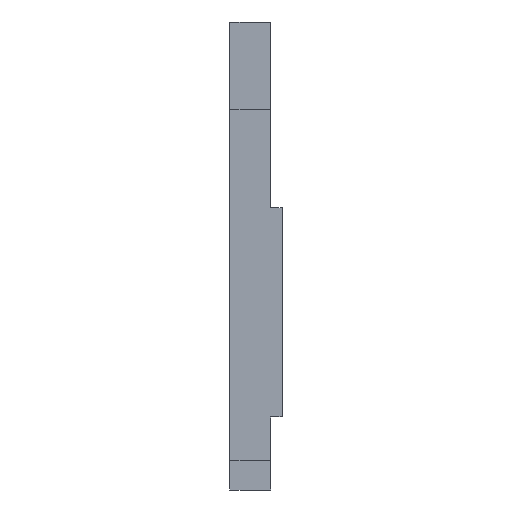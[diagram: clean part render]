
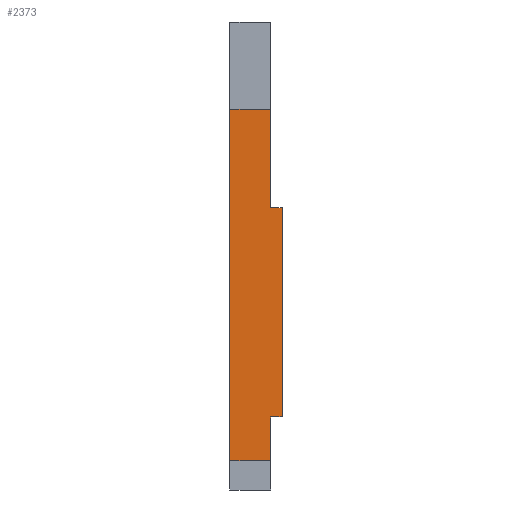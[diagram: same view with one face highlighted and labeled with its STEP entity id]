
A CAD part, left-side view. The second image highlights one B-rep face of the part: STEP entity #2373.
In plain terms, the highlighted planar face has unit normal (-1, 0, 0).
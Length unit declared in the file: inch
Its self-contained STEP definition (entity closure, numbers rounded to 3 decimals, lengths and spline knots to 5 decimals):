
#14 = ORIENTED_EDGE ( 'NONE', *, *, #1983, .T. ) ;
#15 = EDGE_CURVE ( 'NONE', #1126, #409, #2072, .T. ) ;
#101 = EDGE_CURVE ( 'NONE', #1126, #2153, #571, .T. ) ;
#124 = EDGE_CURVE ( 'NONE', #2153, #169, #2454, .T. ) ;
#146 = DIRECTION ( 'NONE',  ( 1., 0., 0. ) ) ;
#169 = VERTEX_POINT ( 'NONE', #227 ) ;
#177 = CARTESIAN_POINT ( 'NONE',  ( 0., 0., -0.1694 ) ) ;
#186 = DIRECTION ( 'NONE',  ( 0., 0., -1. ) ) ;
#188 = DIRECTION ( 'NONE',  ( 0., -1., 0. ) ) ;
#197 = CARTESIAN_POINT ( 'NONE',  ( 0., -0.02, -0.5294 ) ) ;
#218 = CARTESIAN_POINT ( 'NONE',  ( 0., -0.02, -0.1694 ) ) ;
#227 = CARTESIAN_POINT ( 'NONE',  ( 0., 0., -0.5294 ) ) ;
#300 = VERTEX_POINT ( 'NONE', #454 ) ;
#384 = ORIENTED_EDGE ( 'NONE', *, *, #1211, .F. ) ;
#407 = CARTESIAN_POINT ( 'NONE',  ( 0., -0.02, -0.5294 ) ) ;
#409 = VERTEX_POINT ( 'NONE', #177 ) ;
#420 = CARTESIAN_POINT ( 'NONE',  ( 0., 0.07, -0.605 ) ) ;
#447 = LINE ( 'NONE', #420, #1089 ) ;
#449 = DIRECTION ( 'NONE',  ( 0., 1., 0. ) ) ;
#454 = CARTESIAN_POINT ( 'NONE',  ( 0., 0., -0.605 ) ) ;
#470 = EDGE_CURVE ( 'NONE', #1811, #1797, #603, .T. ) ;
#571 = LINE ( 'NONE', #1387, #1200 ) ;
#594 = CARTESIAN_POINT ( 'NONE',  ( 0., 0., 0. ) ) ;
#603 = LINE ( 'NONE', #1448, #896 ) ;
#644 = CARTESIAN_POINT ( 'NONE',  ( 0., 0.07, -0.605 ) ) ;
#681 = LINE ( 'NONE', #644, #968 ) ;
#706 = DIRECTION ( 'NONE',  ( 0., 0., 1. ) ) ;
#832 = CARTESIAN_POINT ( 'NONE',  ( 0., 0.07, 0. ) ) ;
#856 = VERTEX_POINT ( 'NONE', #1296 ) ;
#896 = VECTOR ( 'NONE', #188, 39.37008 ) ;
#900 = CARTESIAN_POINT ( 'NONE',  ( 0., 0., -0.605 ) ) ;
#968 = VECTOR ( 'NONE', #1500, 39.37008 ) ;
#976 = ORIENTED_EDGE ( 'NONE', *, *, #1998, .T. ) ;
#1038 = EDGE_LOOP ( 'NONE', ( #14, #2500, #1996, #2350, #976, #2488, #384, #1131 ) ) ;
#1086 = AXIS2_PLACEMENT_3D ( 'NONE', #1402, #146, #186 ) ;
#1089 = VECTOR ( 'NONE', #1874, 39.37008 ) ;
#1113 = DIRECTION ( 'NONE',  ( 0., 0., 1. ) ) ;
#1126 = VERTEX_POINT ( 'NONE', #218 ) ;
#1131 = ORIENTED_EDGE ( 'NONE', *, *, #1227, .T. ) ;
#1159 = VECTOR ( 'NONE', #449, 39.37008 ) ;
#1192 = DIRECTION ( 'NONE',  ( 0., 1., 0. ) ) ;
#1200 = VECTOR ( 'NONE', #2203, 39.37008 ) ;
#1211 = EDGE_CURVE ( 'NONE', #856, #1811, #681, .T. ) ;
#1227 = EDGE_CURVE ( 'NONE', #856, #300, #447, .T. ) ;
#1296 = CARTESIAN_POINT ( 'NONE',  ( 0., 0.07, -0.605 ) ) ;
#1387 = CARTESIAN_POINT ( 'NONE',  ( 0., -0.02, -0.1694 ) ) ;
#1402 = CARTESIAN_POINT ( 'NONE',  ( 0., 0.07, -0.605 ) ) ;
#1448 = CARTESIAN_POINT ( 'NONE',  ( 0., 0.07, 0. ) ) ;
#1500 = DIRECTION ( 'NONE',  ( 0., 0., 1. ) ) ;
#1616 = VECTOR ( 'NONE', #1113, 39.37008 ) ;
#1637 = VECTOR ( 'NONE', #1192, 39.37008 ) ;
#1697 = LINE ( 'NONE', #1887, #1616 ) ;
#1797 = VERTEX_POINT ( 'NONE', #594 ) ;
#1811 = VERTEX_POINT ( 'NONE', #832 ) ;
#1874 = DIRECTION ( 'NONE',  ( 0., -1., 0. ) ) ;
#1887 = CARTESIAN_POINT ( 'NONE',  ( 0., 0., -0.605 ) ) ;
#1908 = LINE ( 'NONE', #900, #1957 ) ;
#1957 = VECTOR ( 'NONE', #706, 39.37008 ) ;
#1973 = FACE_OUTER_BOUND ( 'NONE', #1038, .T. ) ;
#1983 = EDGE_CURVE ( 'NONE', #300, #169, #1697, .T. ) ;
#1996 = ORIENTED_EDGE ( 'NONE', *, *, #101, .F. ) ;
#1998 = EDGE_CURVE ( 'NONE', #409, #1797, #1908, .T. ) ;
#2072 = LINE ( 'NONE', #2273, #1159 ) ;
#2153 = VERTEX_POINT ( 'NONE', #407 ) ;
#2176 = PLANE ( 'NONE',  #1086 ) ;
#2203 = DIRECTION ( 'NONE',  ( 0., 0., -1. ) ) ;
#2273 = CARTESIAN_POINT ( 'NONE',  ( 0., -0.02, -0.1694 ) ) ;
#2350 = ORIENTED_EDGE ( 'NONE', *, *, #15, .T. ) ;
#2373 = ADVANCED_FACE ( 'NONE', ( #1973 ), #2176, .F. ) ;
#2454 = LINE ( 'NONE', #197, #1637 ) ;
#2488 = ORIENTED_EDGE ( 'NONE', *, *, #470, .F. ) ;
#2500 = ORIENTED_EDGE ( 'NONE', *, *, #124, .F. ) ;
